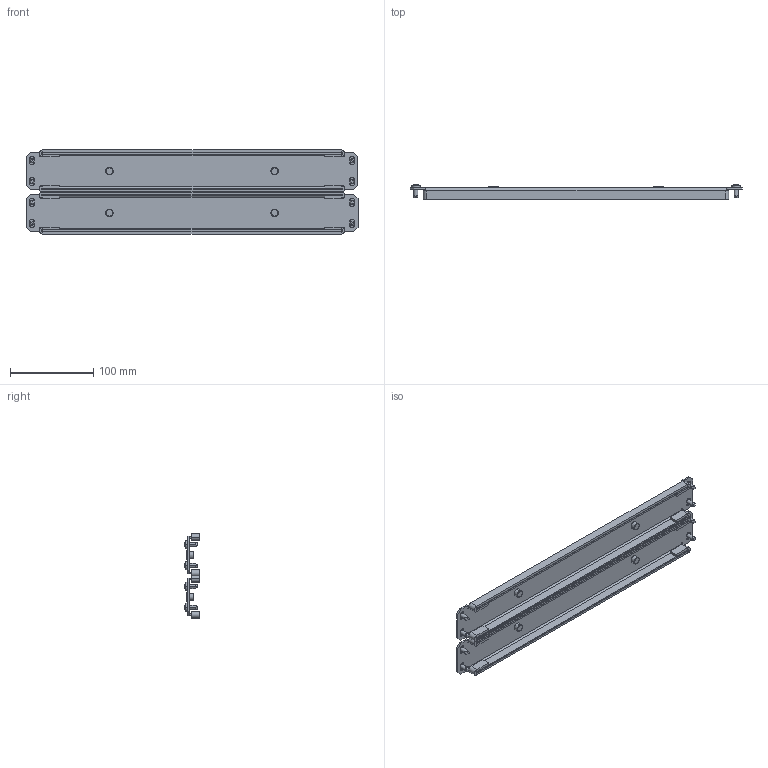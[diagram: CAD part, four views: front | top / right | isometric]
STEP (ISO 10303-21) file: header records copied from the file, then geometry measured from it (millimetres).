
FILE_DESCRIPTION (( 'STEP AP203' ), '1' );
FILE_NAME ('UR47201505000 Ïàíåëü îñíîâàíèÿ ãëóõàÿ ñðåäíÿÿ 50ìì RS52 00.50 (2 øò) (000.801.472-01).STEP', '2022-04-15T12:31:21', ( '' ), ( '' ), 'SwSTEP 2.0', 'SolidWorks 2017', '' );
FILE_SCHEMA (( 'CONFIG_CONTROL_DESIGN' ));
Length unit declared in the file: millimetre
Products named in the file (6): Âèíò DIN 7500 C TORX_Œ5å12; 000.130.425_èçì.1 Ïàíåëü îñíîâàíèÿ 50 ìì RS52_01 (00.50); ч蜱齁罻 ST-9; UR47201505000 Ïàíåëü îñíîâàíèÿ ãëóõàÿ ñðåäíÿÿ 50ìì RS52 00.50 (2 øò) (000.801.472-01); Óïëîòíèòåëü 3õ10 ïàíåëåé îñíîâàíèÿ LC3 00.80_02 (00.50); 003-471 Ïàíåëü îñíîâàíèÿ 50 ìì RS52_01 (00.50)
Assembly tree (15 placements, depth 3):
  UR47201505000 Ïàíåëü îñíîâàíèÿ ãëóõàÿ ñðåäíÿÿ 50ìì RS52 00.50 (2 øò) (000.801.472-01)
    000.130.425_èçì.1 Ïàíåëü îñíîâàíèÿ 50 ìì RS52_01 (00.50)  x2
      003-471 Ïàíåëü îñíîâàíèÿ 50 ìì RS52_01 (00.50)
      Óïëîòíèòåëü 3õ10 ïàíåëåé îñíîâàíèÿ LC3 00.80_02 (00.50)
      ч蜱齁罻 ST-9
    Âèíò DIN 7500 C TORX_Œ5å12  x8
Bounding box: 398 x 17.69 x 101 mm (x, y, z)
Volume: 154617.2 mm3; surface area: 154561.5 mm2
Topology: 18 solids, 18 shells, 632 faces, 1588 edges, 1008 vertices
Faces by surface type: plane 308, cylinder 236, cone 40, torus 32, sphere 16
Entity records: 5452 total; most frequent: CARTESIAN_POINT 892, DIRECTION 813, ORIENTED_EDGE 740, EDGE_CURVE 370, AXIS2_PLACEMENT_3D 299, VERTEX_POINT 232, VECTOR 215, LINE 215
